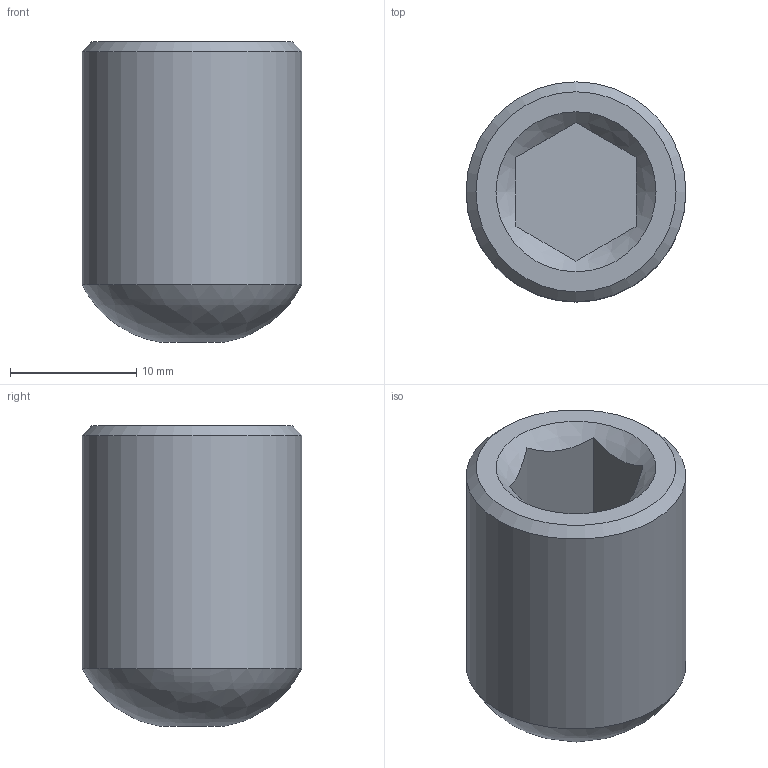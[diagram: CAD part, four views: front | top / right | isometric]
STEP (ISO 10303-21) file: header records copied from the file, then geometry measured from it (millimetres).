
FILE_DESCRIPTION(/* description */ (''),/* implementation_level */ '2;1');
FILE_NAME(/* name */ '14240.stp',/* time_stamp */ '2015-12-03T17:49:02-05:00',/* author */ ('cridley'),/* organization */ (''),/* preprocessor_version */ 'ST-DEVELOPER v15.6',/* originating_system */ 'Autodesk Inventor 2015',/* authorisation */ '');
FILE_SCHEMA (('CONFIG_CONTROL_DESIGN'));
Length unit declared in the file: inch
Products named in the file (1): 14240
Bounding box: 17.45 x 17.45 x 23.83 mm (x, y, z)
Volume: 4488.6 mm3; surface area: 1880.5 mm2
Topology: 1 solids, 1 shells, 13 faces, 29 edges, 19 vertices
Faces by surface type: plane 9, cone 2, cylinder 1, bspline 1
Full cylindrical faces by diameter (mm): 17.45 x1
Entity records: 378 total; most frequent: CARTESIAN_POINT 97, ORIENTED_EDGE 50, DIRECTION 50, EDGE_CURVE 25, AXIS2_PLACEMENT_3D 19, VERTEX_POINT 18, EDGE_LOOP 17, FACE_OUTER_BOUND 13
